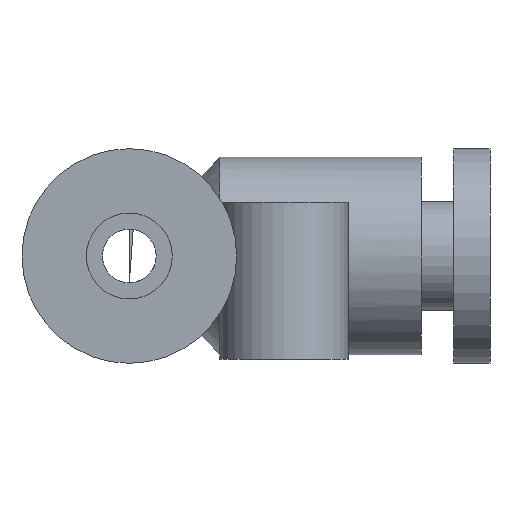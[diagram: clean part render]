
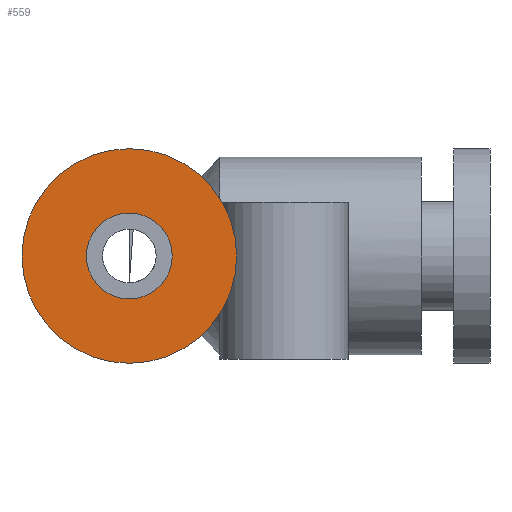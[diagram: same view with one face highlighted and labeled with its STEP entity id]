
A CAD part, left-side view. The second image highlights one B-rep face of the part: STEP entity #559.
In plain terms, the highlighted planar face has unit normal (-1, 0, 0).
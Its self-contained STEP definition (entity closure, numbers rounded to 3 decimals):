
#91=PLANE('',#1186);
#134=CIRCLE('',#1185,5.);
#135=CIRCLE('',#1187,2.);
#179=VERTEX_POINT('',#1000);
#180=VERTEX_POINT('',#1003);
#235=EDGE_CURVE('',#179,#179,#134,.F.);
#236=EDGE_CURVE('',#180,#180,#135,.T.);
#301=ORIENTED_EDGE('',*,*,#235,.F.);
#302=ORIENTED_EDGE('',*,*,#236,.T.);
#402=EDGE_LOOP('',(#301));
#403=EDGE_LOOP('',(#302));
#486=FACE_BOUND('',#402,.T.);
#487=FACE_BOUND('',#403,.T.);
#559=ADVANCED_FACE('',(#486,#487),#91,.F.);
#663=DIRECTION('',(-1.,0.,0.));
#664=DIRECTION('',(0.,0.,-5.));
#665=DIRECTION('',(1.,0.,0.));
#666=DIRECTION('',(1.,0.,0.));
#667=DIRECTION('',(0.,0.,-2.));
#999=CARTESIAN_POINT('',(-16.8,0.,0.));
#1000=CARTESIAN_POINT('',(-16.8,0.,-5.));
#1001=CARTESIAN_POINT('',(-16.8,0.,0.));
#1002=CARTESIAN_POINT('',(-16.8,0.,0.));
#1003=CARTESIAN_POINT('',(-16.8,0.,-2.));
#1185=AXIS2_PLACEMENT_3D('',#999,#663,#664);
#1186=AXIS2_PLACEMENT_3D('',#1001,#665,$);
#1187=AXIS2_PLACEMENT_3D('',#1002,#666,#667);
